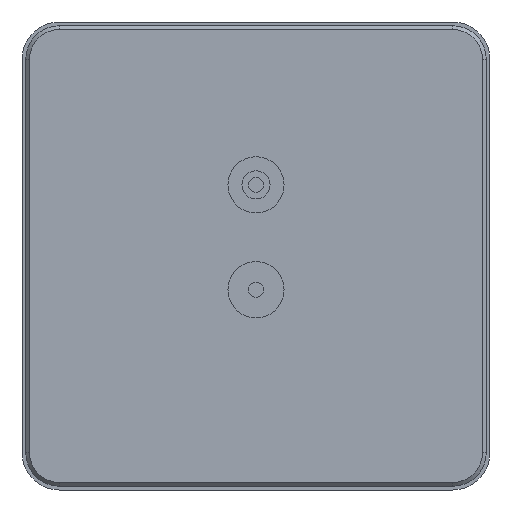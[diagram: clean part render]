
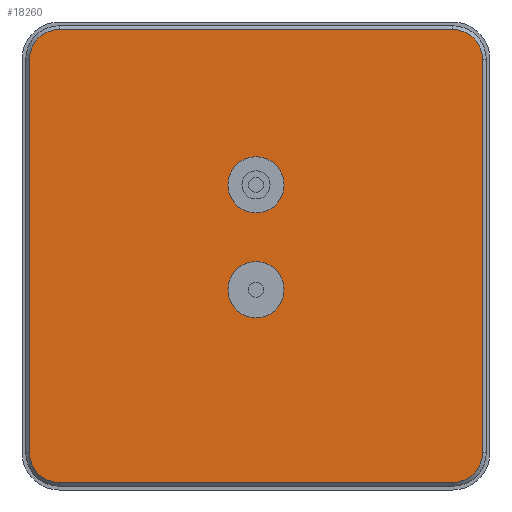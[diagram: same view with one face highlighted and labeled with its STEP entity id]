
A CAD part, front view. The second image highlights one B-rep face of the part: STEP entity #18260.
In plain terms, the highlighted planar face has unit normal (0, -1, 0).
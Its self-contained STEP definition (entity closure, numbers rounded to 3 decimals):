
#455 = CARTESIAN_POINT ( 'NONE',  ( -0.84, -2.01, 21.7 ) ) ;
#577 = CARTESIAN_POINT ( 'NONE',  ( -12.94, -2.01, 35.5 ) ) ;
#605 = ORIENTED_EDGE ( 'NONE', *, *, #15398, .T. ) ;
#700 = CARTESIAN_POINT ( 'NONE',  ( 11.26, -2.01, 14.5 ) ) ;
#1087 = CARTESIAN_POINT ( 'NONE',  ( -12.94, -2.01, 14.5 ) ) ;
#1207 = EDGE_CURVE ( 'NONE', #13552, #13769, #16686, .T. ) ;
#1536 = ORIENTED_EDGE ( 'NONE', *, *, #11083, .T. ) ;
#1571 = ORIENTED_EDGE ( 'NONE', *, *, #13942, .F. ) ;
#1654 = DIRECTION ( 'NONE',  ( 0., -1., 0. ) ) ;
#1910 = CARTESIAN_POINT ( 'NONE',  ( 11.26, -2.01, 35.5 ) ) ;
#2073 = CARTESIAN_POINT ( 'NONE',  ( 9.66, -2.01, 37.1 ) ) ;
#2091 = LINE ( 'NONE', #700, #5980 ) ;
#3130 = DIRECTION ( 'NONE',  ( 0., 0., -1. ) ) ;
#3418 = CARTESIAN_POINT ( 'NONE',  ( 9.66, -2.01, 37.1 ) ) ;
#3677 = CARTESIAN_POINT ( 'NONE',  ( -0.84, -2.01, 28.8 ) ) ;
#3934 = AXIS2_PLACEMENT_3D ( 'NONE', #17467, #17333, #8456 ) ;
#4015 = ORIENTED_EDGE ( 'NONE', *, *, #15141, .T. ) ;
#4154 = CARTESIAN_POINT ( 'NONE',  ( -0.84, -2.01, 30.3 ) ) ;
#4424 = EDGE_CURVE ( 'NONE', #17968, #14258, #16891, .T. ) ;
#4482 = VERTEX_POINT ( 'NONE', #577 ) ;
#4618 = EDGE_LOOP ( 'NONE', ( #9780, #12908 ) ) ;
#4868 = EDGE_CURVE ( 'NONE', #12509, #13552, #6912, .T. ) ;
#5037 = CIRCLE ( 'NONE', #14956, 1.5 ) ;
#5658 = DIRECTION ( 'NONE',  ( 0., 0., -1. ) ) ;
#5770 = CARTESIAN_POINT ( 'NONE',  ( -11.34, -2.01, 37.1 ) ) ;
#5980 = VECTOR ( 'NONE', #9276, 1000. ) ;
#6330 = EDGE_CURVE ( 'NONE', #14258, #12028, #15006, .T. ) ;
#6534 = VERTEX_POINT ( 'NONE', #16440 ) ;
#6685 = DIRECTION ( 'NONE',  ( 0., 0., -1. ) ) ;
#6912 = LINE ( 'NONE', #17046, #9446 ) ;
#6944 = DIRECTION ( 'NONE',  ( 0., 0., -1. ) ) ;
#7084 = CARTESIAN_POINT ( 'NONE',  ( -0.84, -2.01, 23.2 ) ) ;
#7128 = VECTOR ( 'NONE', #9664, 1000. ) ;
#7453 = ORIENTED_EDGE ( 'NONE', *, *, #12622, .F. ) ;
#7669 = PLANE ( 'NONE',  #14640 ) ;
#7869 = CARTESIAN_POINT ( 'NONE',  ( 9.66, -2.01, 14.5 ) ) ;
#8042 = CARTESIAN_POINT ( 'NONE',  ( 11.26, -2.01, 14.5 ) ) ;
#8045 = CARTESIAN_POINT ( 'NONE',  ( -12.94, -2.01, 14.5 ) ) ;
#8126 = CIRCLE ( 'NONE', #16436, 1.5 ) ;
#8321 = VERTEX_POINT ( 'NONE', #8045 ) ;
#8381 = DIRECTION ( 'NONE',  ( 0., -1., 0. ) ) ;
#8456 = DIRECTION ( 'NONE',  ( 0., 0., -1. ) ) ;
#8940 = VERTEX_POINT ( 'NONE', #10898 ) ;
#8965 = LINE ( 'NONE', #1087, #17316 ) ;
#9142 = DIRECTION ( 'NONE',  ( 0., 0., -1. ) ) ;
#9228 = CIRCLE ( 'NONE', #3934, 1.6 ) ;
#9276 = DIRECTION ( 'NONE',  ( 0., 0., 1. ) ) ;
#9351 = CARTESIAN_POINT ( 'NONE',  ( -0.84, -2.01, 28.8 ) ) ;
#9446 = VECTOR ( 'NONE', #16970, 1000. ) ;
#9591 = DIRECTION ( 'NONE',  ( 0., 0., -1. ) ) ;
#9664 = DIRECTION ( 'NONE',  ( -1., 0., 0. ) ) ;
#9780 = ORIENTED_EDGE ( 'NONE', *, *, #9980, .F. ) ;
#9980 = EDGE_CURVE ( 'NONE', #6534, #17761, #16408, .T. ) ;
#10039 = EDGE_CURVE ( 'NONE', #4482, #8321, #8965, .T. ) ;
#10783 = EDGE_LOOP ( 'NONE', ( #1571, #7453 ) ) ;
#10840 = DIRECTION ( 'NONE',  ( 0., -1., 0. ) ) ;
#10898 = CARTESIAN_POINT ( 'NONE',  ( -0.84, -2.01, 24.7 ) ) ;
#11083 = EDGE_CURVE ( 'NONE', #12028, #4482, #16594, .T. ) ;
#11200 = AXIS2_PLACEMENT_3D ( 'NONE', #14167, #8381, #6685 ) ;
#11527 = DIRECTION ( 'NONE',  ( 0., 0., -1. ) ) ;
#11649 = CARTESIAN_POINT ( 'NONE',  ( -0.84, -2.01, 23.2 ) ) ;
#12028 = VERTEX_POINT ( 'NONE', #5770 ) ;
#12509 = VERTEX_POINT ( 'NONE', #18847 ) ;
#12588 = CIRCLE ( 'NONE', #18671, 1.5 ) ;
#12622 = EDGE_CURVE ( 'NONE', #8940, #18359, #12588, .T. ) ;
#12869 = ORIENTED_EDGE ( 'NONE', *, *, #4424, .T. ) ;
#12908 = ORIENTED_EDGE ( 'NONE', *, *, #16066, .F. ) ;
#12998 = ORIENTED_EDGE ( 'NONE', *, *, #6330, .T. ) ;
#13188 = AXIS2_PLACEMENT_3D ( 'NONE', #3677, #18471, #9591 ) ;
#13239 = DIRECTION ( 'NONE',  ( 0., -1., 0. ) ) ;
#13412 = CARTESIAN_POINT ( 'NONE',  ( 9.66, -2.01, 14.5 ) ) ;
#13552 = VERTEX_POINT ( 'NONE', #18304 ) ;
#13643 = CARTESIAN_POINT ( 'NONE',  ( 9.66, -2.01, 35.5 ) ) ;
#13769 = VERTEX_POINT ( 'NONE', #8042 ) ;
#13872 = FACE_BOUND ( 'NONE', #10783, .T. ) ;
#13942 = EDGE_CURVE ( 'NONE', #18359, #8940, #8126, .T. ) ;
#14167 = CARTESIAN_POINT ( 'NONE',  ( -11.34, -2.01, 35.5 ) ) ;
#14258 = VERTEX_POINT ( 'NONE', #3418 ) ;
#14488 = DIRECTION ( 'NONE',  ( 0., -1., 0. ) ) ;
#14640 = AXIS2_PLACEMENT_3D ( 'NONE', #7869, #10840, #18240 ) ;
#14651 = AXIS2_PLACEMENT_3D ( 'NONE', #13643, #16801, #9142 ) ;
#14875 = ORIENTED_EDGE ( 'NONE', *, *, #1207, .T. ) ;
#14956 = AXIS2_PLACEMENT_3D ( 'NONE', #9351, #18356, #18109 ) ;
#15006 = LINE ( 'NONE', #2073, #7128 ) ;
#15022 = EDGE_LOOP ( 'NONE', ( #16614, #4015, #19117, #14875, #605, #12869, #12998, #1536 ) ) ;
#15141 = EDGE_CURVE ( 'NONE', #8321, #12509, #9228, .T. ) ;
#15398 = EDGE_CURVE ( 'NONE', #13769, #17968, #2091, .T. ) ;
#16066 = EDGE_CURVE ( 'NONE', #17761, #6534, #5037, .T. ) ;
#16408 = CIRCLE ( 'NONE', #13188, 1.5 ) ;
#16436 = AXIS2_PLACEMENT_3D ( 'NONE', #7084, #14488, #5658 ) ;
#16440 = CARTESIAN_POINT ( 'NONE',  ( -0.84, -2.01, 27.3 ) ) ;
#16594 = CIRCLE ( 'NONE', #11200, 1.6 ) ;
#16614 = ORIENTED_EDGE ( 'NONE', *, *, #10039, .T. ) ;
#16676 = AXIS2_PLACEMENT_3D ( 'NONE', #13412, #1654, #3130 ) ;
#16686 = CIRCLE ( 'NONE', #16676, 1.6 ) ;
#16801 = DIRECTION ( 'NONE',  ( 0., -1., 0. ) ) ;
#16891 = CIRCLE ( 'NONE', #14651, 1.6 ) ;
#16970 = DIRECTION ( 'NONE',  ( 1., 0., 0. ) ) ;
#17046 = CARTESIAN_POINT ( 'NONE',  ( 9.66, -2.01, 12.9 ) ) ;
#17113 = FACE_BOUND ( 'NONE', #4618, .T. ) ;
#17316 = VECTOR ( 'NONE', #6944, 1000. ) ;
#17333 = DIRECTION ( 'NONE',  ( 0., -1., 0. ) ) ;
#17467 = CARTESIAN_POINT ( 'NONE',  ( -11.34, -2.01, 14.5 ) ) ;
#17761 = VERTEX_POINT ( 'NONE', #4154 ) ;
#17968 = VERTEX_POINT ( 'NONE', #1910 ) ;
#18109 = DIRECTION ( 'NONE',  ( 0., 0., -1. ) ) ;
#18240 = DIRECTION ( 'NONE',  ( 0., 0., -1. ) ) ;
#18260 = ADVANCED_FACE ( 'NONE', ( #18506, #17113, #13872 ), #7669, .T. ) ;
#18304 = CARTESIAN_POINT ( 'NONE',  ( 9.66, -2.01, 12.9 ) ) ;
#18356 = DIRECTION ( 'NONE',  ( 0., -1., 0. ) ) ;
#18359 = VERTEX_POINT ( 'NONE', #455 ) ;
#18471 = DIRECTION ( 'NONE',  ( 0., -1., 0. ) ) ;
#18506 = FACE_OUTER_BOUND ( 'NONE', #15022, .T. ) ;
#18671 = AXIS2_PLACEMENT_3D ( 'NONE', #11649, #13239, #11527 ) ;
#18847 = CARTESIAN_POINT ( 'NONE',  ( -11.34, -2.01, 12.9 ) ) ;
#19117 = ORIENTED_EDGE ( 'NONE', *, *, #4868, .T. ) ;
